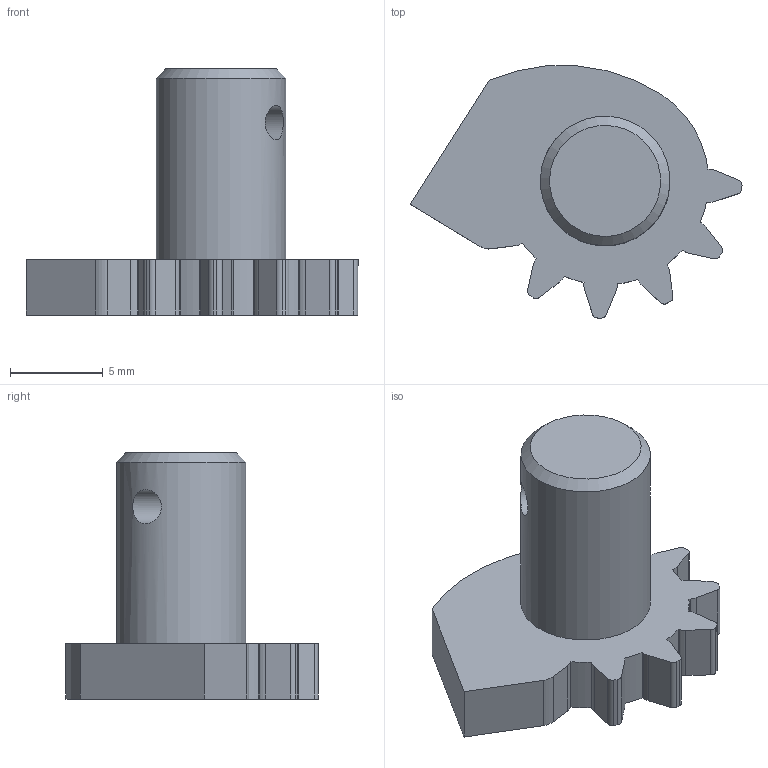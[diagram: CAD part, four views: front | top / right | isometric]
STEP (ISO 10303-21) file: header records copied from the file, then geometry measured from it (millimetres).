
FILE_DESCRIPTION(/* description */ (''),/* implementation_level */ '2;1');
FILE_NAME(/* name */ '18.1-safety-selector-gear-screwless.step',/* time_stamp */ '2022-09-15T19:59:46-04:00',/* author */ (''),/* organization */ (''),/* preprocessor_version */ 'ST-DEVELOPER v19',/* originating_system */ 'Autodesk Translation Framework v11.7.0.108',/* authorisation */ '');
FILE_SCHEMA (('AUTOMOTIVE_DESIGN { 1 0 10303 214 3 1 1 }'));
Length unit declared in the file: millimetre
Products named in the file (1): 18.1-safety-selector-gear-screwless
Bounding box: 17.94 x 13.64 x 13.3 mm (x, y, z)
Volume: 817 mm3; surface area: 720.7 mm2
Topology: 1 solids, 1 shells, 65 faces, 185 edges, 123 vertices
Faces by surface type: cylinder 32, plane 32, cone 1
Full cylindrical faces by diameter (mm): 1.85 x1, 7 x1
Entity records: 2240 total; most frequent: CARTESIAN_POINT 440, DIRECTION 378, ORIENTED_EDGE 370, EDGE_CURVE 185, AXIS2_PLACEMENT_3D 129, VERTEX_POINT 123, LINE 120, VECTOR 120
